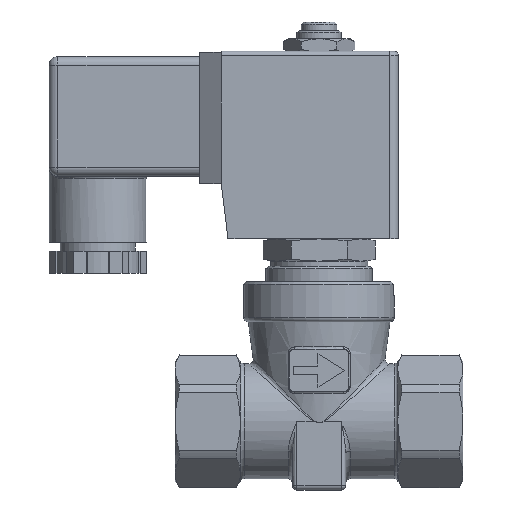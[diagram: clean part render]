
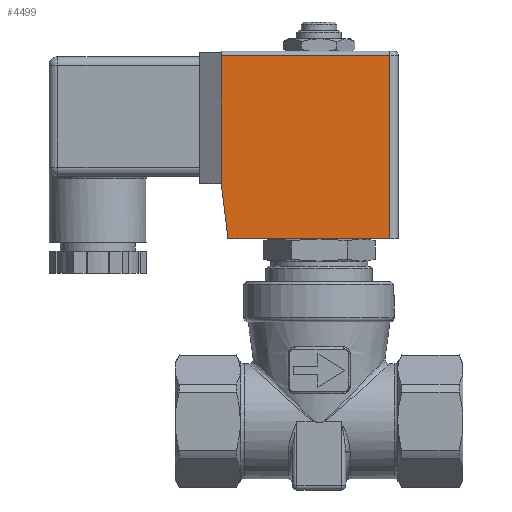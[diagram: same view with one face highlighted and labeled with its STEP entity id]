
A CAD part, front view. The second image highlights one B-rep face of the part: STEP entity #4499.
In plain terms, the highlighted planar face has unit normal (0, -1, 0).
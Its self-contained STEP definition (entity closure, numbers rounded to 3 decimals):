
#365=LINE('',#6857,#652);
#376=LINE('',#6899,#663);
#379=LINE('',#6908,#666);
#386=LINE('',#6920,#673);
#388=LINE('',#6937,#675);
#652=VECTOR('',#5504,36.479);
#663=VECTOR('',#5541,38.);
#666=VECTOR('',#5552,12.592);
#673=VECTOR('',#5563,28.9);
#675=VECTOR('',#5575,41.4);
#1143=PLANE('',#4842);
#1332=FACE_OUTER_BOUND('',#1617,.T.);
#1617=EDGE_LOOP('',(#3478,#3479,#3480,#3481,#3482));
#2157=VERTEX_POINT('',#6846);
#2162=VERTEX_POINT('',#6855);
#2179=VERTEX_POINT('',#6896);
#2180=VERTEX_POINT('',#6898);
#2182=VERTEX_POINT('',#6907);
#2613=EDGE_CURVE('',#2157,#2162,#365,.T.);
#2633=EDGE_CURVE('',#2179,#2180,#376,.T.);
#2638=EDGE_CURVE('',#2182,#2157,#379,.T.);
#2645=EDGE_CURVE('',#2182,#2179,#386,.T.);
#2650=EDGE_CURVE('',#2180,#2162,#388,.T.);
#3478=ORIENTED_EDGE('',*,*,#2638,.T.);
#3479=ORIENTED_EDGE('',*,*,#2613,.T.);
#3480=ORIENTED_EDGE('',*,*,#2650,.F.);
#3481=ORIENTED_EDGE('',*,*,#2633,.F.);
#3482=ORIENTED_EDGE('',*,*,#2645,.F.);
#4499=ADVANCED_FACE('',(#1332),#1143,.T.);
#4842=AXIS2_PLACEMENT_3D('',#6960,#5595,#5596);
#5504=DIRECTION('',(1.,0.,0.));
#5541=DIRECTION('',(1.,0.,0.));
#5552=DIRECTION('',(0.121,0.,-0.993));
#5563=DIRECTION('',(0.,0.,1.));
#5575=DIRECTION('',(0.,0.,-1.));
#5595=DIRECTION('center_axis',(0.,-1.,0.));
#5596=DIRECTION('ref_axis',(0.,0.,-1.));
#6846=CARTESIAN_POINT('',(-20.579,-18.,41.2));
#6855=CARTESIAN_POINT('',(15.9,-18.,41.2));
#6857=CARTESIAN_POINT('',(-22.1,-18.,41.2));
#6896=CARTESIAN_POINT('',(-22.1,-18.,82.6));
#6898=CARTESIAN_POINT('',(15.9,-18.,82.6));
#6899=CARTESIAN_POINT('',(7.9,-18.,82.6));
#6907=CARTESIAN_POINT('',(-22.1,-18.,53.7));
#6908=CARTESIAN_POINT('',(-21.059,-18.,45.143));
#6920=CARTESIAN_POINT('',(-22.1,-18.,41.2));
#6937=CARTESIAN_POINT('',(15.9,-18.,41.2));
#6960=CARTESIAN_POINT('Origin',(17.9,-18.,41.2));
